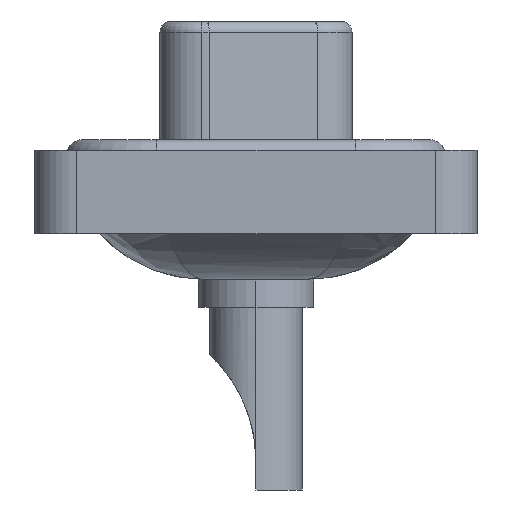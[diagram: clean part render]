
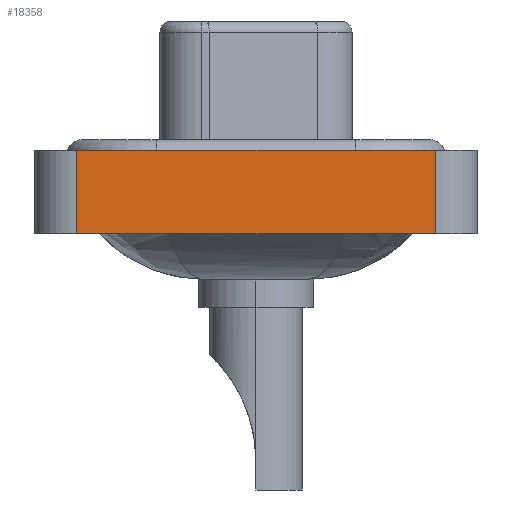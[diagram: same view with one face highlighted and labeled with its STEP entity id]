
A CAD part, left-side view. The second image highlights one B-rep face of the part: STEP entity #18358.
In plain terms, the highlighted planar face has unit normal (-1, 0, 0).
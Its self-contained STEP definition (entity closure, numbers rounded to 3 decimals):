
#444 = ORIENTED_EDGE ( 'NONE', *, *, #4044, .T. ) ;
#593 = EDGE_CURVE ( 'NONE', #6843, #1216, #9220, .T. ) ;
#790 = EDGE_LOOP ( 'NONE', ( #19423, #9136, #18032, #444 ) ) ;
#835 = EDGE_CURVE ( 'NONE', #1216, #10634, #10139, .T. ) ;
#863 = VECTOR ( 'NONE', #6595, 1000. ) ;
#1216 = VERTEX_POINT ( 'NONE', #8347 ) ;
#4044 = EDGE_CURVE ( 'NONE', #6843, #7286, #16739, .T. ) ;
#5773 = CARTESIAN_POINT ( 'NONE',  ( -7.35, -8.55, -3.6 ) ) ;
#6234 = CARTESIAN_POINT ( 'NONE',  ( -7.35, -8.55, -3.6 ) ) ;
#6377 = EDGE_CURVE ( 'NONE', #7286, #10634, #15268, .T. ) ;
#6595 = DIRECTION ( 'NONE',  ( 0., -1., 0. ) ) ;
#6843 = VERTEX_POINT ( 'NONE', #7922 ) ;
#7286 = VERTEX_POINT ( 'NONE', #6234 ) ;
#7922 = CARTESIAN_POINT ( 'NONE',  ( -7.35, 8.55, -3.6 ) ) ;
#8262 = VECTOR ( 'NONE', #15093, 1000. ) ;
#8286 = AXIS2_PLACEMENT_3D ( 'NONE', #15701, #22891, #13261 ) ;
#8303 = CARTESIAN_POINT ( 'NONE',  ( -7.35, -8.55, -3.6 ) ) ;
#8347 = CARTESIAN_POINT ( 'NONE',  ( -7.35, 8.55, 0.4 ) ) ;
#8509 = FACE_OUTER_BOUND ( 'NONE', #790, .T. ) ;
#8747 = CARTESIAN_POINT ( 'NONE',  ( -7.35, -8.55, 0.4 ) ) ;
#9136 = ORIENTED_EDGE ( 'NONE', *, *, #835, .F. ) ;
#9220 = LINE ( 'NONE', #11101, #21357 ) ;
#10139 = LINE ( 'NONE', #12266, #863 ) ;
#10634 = VERTEX_POINT ( 'NONE', #8747 ) ;
#11101 = CARTESIAN_POINT ( 'NONE',  ( -7.35, 8.55, -3.6 ) ) ;
#12266 = CARTESIAN_POINT ( 'NONE',  ( -7.35, -8.55, 0.4 ) ) ;
#13261 = DIRECTION ( 'NONE',  ( 0., 0., 1. ) ) ;
#15093 = DIRECTION ( 'NONE',  ( 0., -1., 0. ) ) ;
#15160 = DIRECTION ( 'NONE',  ( 0., 0., 1. ) ) ;
#15268 = LINE ( 'NONE', #8303, #17183 ) ;
#15701 = CARTESIAN_POINT ( 'NONE',  ( -7.35, -8.55, -3.6 ) ) ;
#16739 = LINE ( 'NONE', #5773, #8262 ) ;
#16911 = PLANE ( 'NONE',  #8286 ) ;
#17183 = VECTOR ( 'NONE', #15160, 1000. ) ;
#18032 = ORIENTED_EDGE ( 'NONE', *, *, #593, .F. ) ;
#18358 = ADVANCED_FACE ( 'NONE', ( #8509 ), #16911, .T. ) ;
#19423 = ORIENTED_EDGE ( 'NONE', *, *, #6377, .T. ) ;
#21289 = DIRECTION ( 'NONE',  ( 0., 0., 1. ) ) ;
#21357 = VECTOR ( 'NONE', #21289, 1000. ) ;
#22891 = DIRECTION ( 'NONE',  ( -1., 0., 0. ) ) ;
